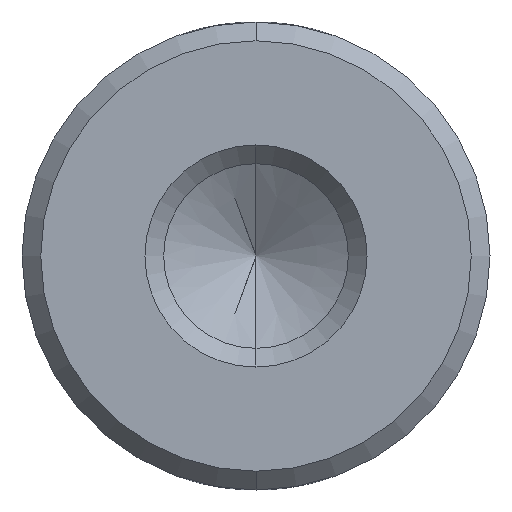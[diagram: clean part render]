
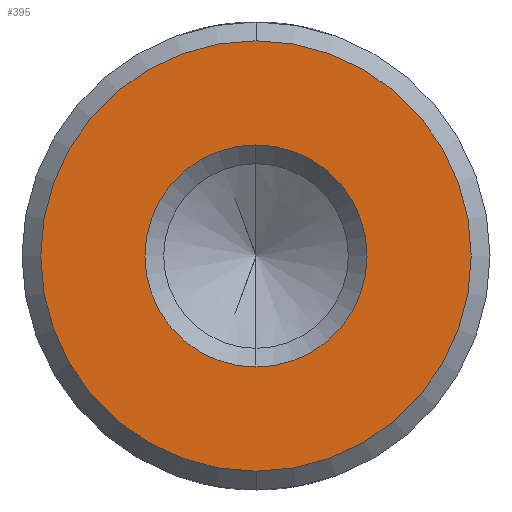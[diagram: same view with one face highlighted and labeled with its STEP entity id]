
A CAD part, front view. The second image highlights one B-rep face of the part: STEP entity #395.
In plain terms, the highlighted planar face has unit normal (0, -1, 0).
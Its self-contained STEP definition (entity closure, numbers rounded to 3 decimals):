
#21 = DIRECTION ( 'NONE',  ( 0., 0., 1. ) ) ;
#60 = EDGE_CURVE ( 'NONE', #1374, #364, #1679, .T. ) ;
#210 = AXIS2_PLACEMENT_3D ( 'NONE', #294, #2411, #2676 ) ;
#294 = CARTESIAN_POINT ( 'NONE',  ( 0., 0., 0. ) ) ;
#330 = CARTESIAN_POINT ( 'NONE',  ( 0., 0., 3.008 ) ) ;
#359 = EDGE_CURVE ( 'NONE', #1653, #1124, #385, .T. ) ;
#364 = VERTEX_POINT ( 'NONE', #330 ) ;
#385 = CIRCLE ( 'NONE', #1161, 5.829 ) ;
#395 = ADVANCED_FACE ( 'NONE', ( #1098, #1020 ), #2441, .F. ) ;
#419 = CARTESIAN_POINT ( 'NONE',  ( 0., 0., 0. ) ) ;
#669 = CARTESIAN_POINT ( 'NONE',  ( 0., 0., 5.829 ) ) ;
#683 = DIRECTION ( 'NONE',  ( 0., 0., 1. ) ) ;
#697 = CARTESIAN_POINT ( 'NONE',  ( 0., 0., -3.008 ) ) ;
#734 = CARTESIAN_POINT ( 'NONE',  ( 5.829, 0., 0. ) ) ;
#886 = EDGE_LOOP ( 'NONE', ( #3315, #1984 ) ) ;
#1020 = FACE_OUTER_BOUND ( 'NONE', #886, .T. ) ;
#1098 = FACE_BOUND ( 'NONE', #3416, .T. ) ;
#1124 = VERTEX_POINT ( 'NONE', #669 ) ;
#1161 = AXIS2_PLACEMENT_3D ( 'NONE', #2966, #2433, #2707 ) ;
#1218 = ORIENTED_EDGE ( 'NONE', *, *, #60, .T. ) ;
#1221 = DIRECTION ( 'NONE',  ( 0., 0., 1. ) ) ;
#1285 = EDGE_CURVE ( 'NONE', #364, #1374, #2985, .T. ) ;
#1374 = VERTEX_POINT ( 'NONE', #697 ) ;
#1597 = DIRECTION ( 'NONE',  ( 0., 1., 0. ) ) ;
#1642 = AXIS2_PLACEMENT_3D ( 'NONE', #3175, #1597, #21 ) ;
#1651 = EDGE_CURVE ( 'NONE', #1124, #1653, #1816, .T. ) ;
#1653 = VERTEX_POINT ( 'NONE', #1843 ) ;
#1679 = CIRCLE ( 'NONE', #210, 3.008 ) ;
#1816 = CIRCLE ( 'NONE', #1642, 5.829 ) ;
#1843 = CARTESIAN_POINT ( 'NONE',  ( 0., 0., -5.829 ) ) ;
#1911 = ORIENTED_EDGE ( 'NONE', *, *, #1285, .T. ) ;
#1933 = AXIS2_PLACEMENT_3D ( 'NONE', #419, #2271, #683 ) ;
#1984 = ORIENTED_EDGE ( 'NONE', *, *, #359, .F. ) ;
#2271 = DIRECTION ( 'NONE',  ( 0., 1., 0. ) ) ;
#2411 = DIRECTION ( 'NONE',  ( 0., 1., 0. ) ) ;
#2424 = AXIS2_PLACEMENT_3D ( 'NONE', #734, #3337, #1221 ) ;
#2433 = DIRECTION ( 'NONE',  ( 0., 1., 0. ) ) ;
#2441 = PLANE ( 'NONE',  #2424 ) ;
#2676 = DIRECTION ( 'NONE',  ( 0., 0., 1. ) ) ;
#2707 = DIRECTION ( 'NONE',  ( 0., 0., 1. ) ) ;
#2966 = CARTESIAN_POINT ( 'NONE',  ( 0., 0., 0. ) ) ;
#2985 = CIRCLE ( 'NONE', #1933, 3.008 ) ;
#3175 = CARTESIAN_POINT ( 'NONE',  ( 0., 0., 0. ) ) ;
#3315 = ORIENTED_EDGE ( 'NONE', *, *, #1651, .F. ) ;
#3337 = DIRECTION ( 'NONE',  ( 0., 1., 0. ) ) ;
#3416 = EDGE_LOOP ( 'NONE', ( #1218, #1911 ) ) ;
